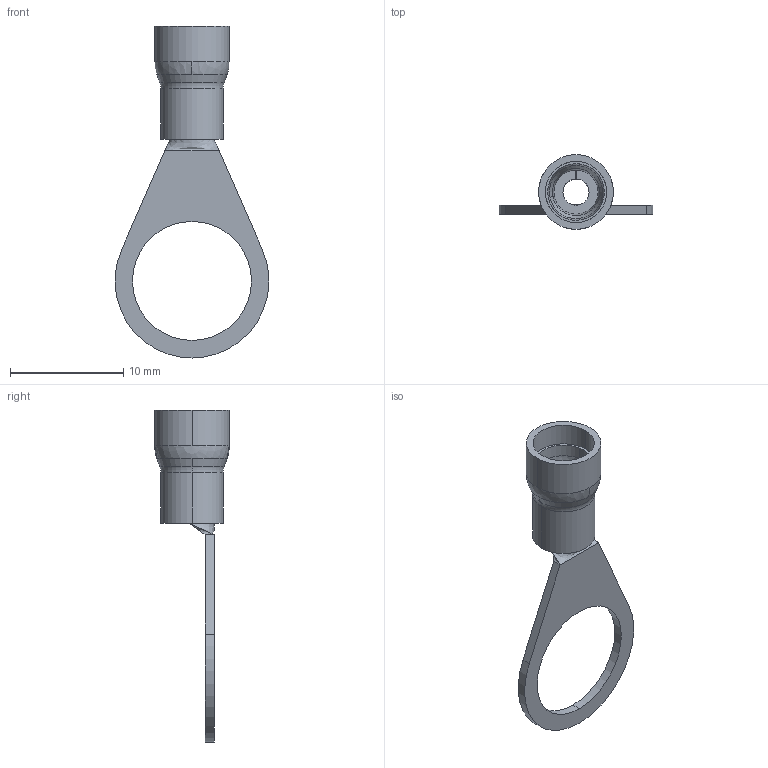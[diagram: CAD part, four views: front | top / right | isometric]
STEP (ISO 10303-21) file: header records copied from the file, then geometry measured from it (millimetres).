
FILE_DESCRIPTION (( 'STEP AP203' ), '1' );
FILE_NAME ('90243.STEP', '2024-08-30T12:21:21', ( '' ), ( '' ), 'SwSTEP 2.0', 'SolidWorks 2022', '' );
FILE_SCHEMA (( 'CONFIG_CONTROL_DESIGN' ));
Length unit declared in the file: millimetre
Products named in the file (4): 90243; bussola 2.5; S90243; tubetto blu
Assembly tree (3 placements, depth 2):
  90243
    S90243
    bussola 2.5
    tubetto blu
Bounding box: 13.55 x 6.6 x 29.3 mm (x, y, z)
Volume: 241.1 mm3; surface area: 968.9 mm2
Topology: 3 solids, 3 shells, 67 faces, 167 edges, 98 vertices
Faces by surface type: cylinder 26, plane 13, torus 8, cone 8, sphere 8, bspline 4
Entity records: 2539 total; most frequent: CARTESIAN_POINT 510, DIRECTION 389, ORIENTED_EDGE 318, AXIS2_PLACEMENT_3D 169, EDGE_CURVE 159, CIRCLE 100, VERTEX_POINT 98, EDGE_LOOP 73
